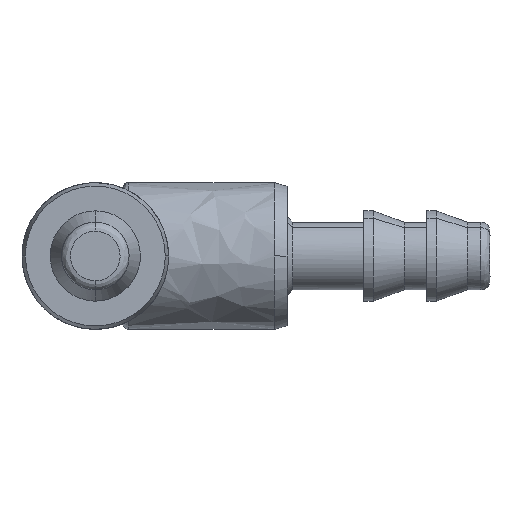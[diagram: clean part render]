
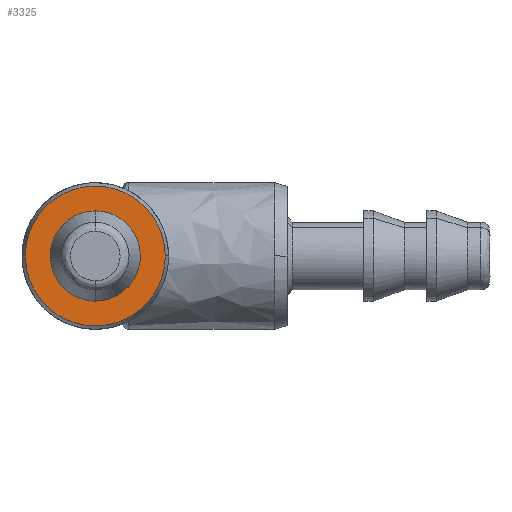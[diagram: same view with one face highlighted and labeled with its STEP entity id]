
A CAD part, left-side view. The second image highlights one B-rep face of the part: STEP entity #3325.
In plain terms, the highlighted free-form (B-spline) face has degree [1, 1] with [2, 2] control points.
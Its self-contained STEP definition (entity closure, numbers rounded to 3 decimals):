
#184 = CARTESIAN_POINT ( 'NONE',  ( -8.5, 11.6, 0.407 ) ) ;
#266 = CARTESIAN_POINT ( 'NONE',  ( -8.5, 10.062, -2.708 ) ) ;
#279 = CARTESIAN_POINT ( 'NONE',  ( -8.5, 6.75, -0.23 ) ) ;
#310 = CARTESIAN_POINT ( 'NONE',  ( -8.5, 10.25, -0.23 ) ) ;
#315 = CARTESIAN_POINT ( 'NONE',  ( -8.5, 5.4, 0. ) ) ;
#330 = CARTESIAN_POINT ( 'NONE',  ( -8.5, 9.382, -1.529 ) ) ;
#383 = VERTEX_POINT ( 'NONE', #2802 ) ;
#617 = B_SPLINE_SURFACE_WITH_KNOTS ( 'NONE', 1, 1, ( 
 ( #3319, #3384 ),
 ( #2134, #2556 ) ),
 .UNSPECIFIED., .F., .F., .F.,
 ( 2, 2 ),
 ( 2, 2 ),
 ( 0., 1. ),
 ( 0., 1. ),
 .UNSPECIFIED. ) ;
#629 = CARTESIAN_POINT ( 'NONE',  ( -8.5, 10.404, -2.48 ) ) ;
#650 = CARTESIAN_POINT ( 'NONE',  ( -8.5, 9.31, -3.02 ) ) ;
#664 = CARTESIAN_POINT ( 'NONE',  ( -8.5, 8.907, -3.1 ) ) ;
#690 = CARTESIAN_POINT ( 'NONE',  ( -8.5, 6.971, -0.882 ) ) ;
#714 = CARTESIAN_POINT ( 'NONE',  ( -8.5, 8.73, 1.75 ) ) ;
#738 = ORIENTED_EDGE ( 'NONE', *, *, #2785, .T. ) ;
#748 = CARTESIAN_POINT ( 'NONE',  ( -8.5, 10.029, -0.882 ) ) ;
#782 = CARTESIAN_POINT ( 'NONE',  ( -8.5, 10.205, 0.457 ) ) ;
#875 = EDGE_CURVE ( 'NONE', #2555, #383, #2789, .T. ) ;
#968 = CARTESIAN_POINT ( 'NONE',  ( -8.5, 8.093, 3.1 ) ) ;
#1068 = CARTESIAN_POINT ( 'NONE',  ( -8.5, 7.69, -3.02 ) ) ;
#1115 = CARTESIAN_POINT ( 'NONE',  ( -8.5, 7.618, 1.529 ) ) ;
#1184 = FACE_BOUND ( 'NONE', #1848, .T. ) ;
#1187 = CARTESIAN_POINT ( 'NONE',  ( -8.5, 9.9, 1.075 ) ) ;
#1334 = CARTESIAN_POINT ( 'NONE',  ( -8.5, 6.02, 1.904 ) ) ;
#1347 = CARTESIAN_POINT ( 'NONE',  ( -8.5, 5.4, 0. ) ) ;
#1361 = CARTESIAN_POINT ( 'NONE',  ( -8.5, 6.938, 2.708 ) ) ;
#1534 = CARTESIAN_POINT ( 'NONE',  ( -8.5, 10.205, -0.457 ) ) ;
#1542 = FACE_OUTER_BOUND ( 'NONE', #2609, .T. ) ;
#1562 = CARTESIAN_POINT ( 'NONE',  ( -8.5, 8.5, 1.75 ) ) ;
#1719 = CARTESIAN_POINT ( 'NONE',  ( -8.5, 10.062, 2.708 ) ) ;
#1734 = CARTESIAN_POINT ( 'NONE',  ( -8.5, 8.907, 3.1 ) ) ;
#1745 = CARTESIAN_POINT ( 'NONE',  ( -8.5, 10.404, 2.48 ) ) ;
#1781 = B_SPLINE_CURVE_WITH_KNOTS ( 'NONE', 3,
 ( #1347, #4870, #4888, #2125, #1334, #2138, #1361, #3714, #968, #1734, #3323, #1719, #1745, #4490, #2549, #2518, #184, #2162 ),
 .UNSPECIFIED., .F., .F.,
 ( 4, 2, 2, 2, 2, 2, 2, 2, 4 ),
 ( 0., 0.393, 0.785, 1.178, 1.571, 1.963, 2.356, 2.749, 3.142 ),
 .UNSPECIFIED. ) ;
#1806 = CARTESIAN_POINT ( 'NONE',  ( -8.5, 10.98, -1.904 ) ) ;
#1825 = CARTESIAN_POINT ( 'NONE',  ( -8.5, 11.6, -0.407 ) ) ;
#1838 = CARTESIAN_POINT ( 'NONE',  ( -8.5, 6.02, -1.904 ) ) ;
#1847 = CARTESIAN_POINT ( 'NONE',  ( -8.5, 7.1, -1.075 ) ) ;
#1848 = EDGE_LOOP ( 'NONE', ( #738, #2699 ) ) ;
#1862 = CARTESIAN_POINT ( 'NONE',  ( -8.5, 7.425, -1.4 ) ) ;
#1892 = B_SPLINE_CURVE_WITH_KNOTS ( 'NONE', 3,
 ( #2994, #1825, #3818, #4572, #1806, #629, #266, #650, #664, #2650, #1068, #4199, #3049, #1838, #2978, #4581, #4980, #2636 ),
 .UNSPECIFIED., .F., .F.,
 ( 4, 2, 2, 2, 2, 2, 2, 2, 4 ),
 ( 0., 0.393, 0.785, 1.178, 1.571, 1.963, 2.356, 2.749, 3.142 ),
 .UNSPECIFIED. ) ;
#1908 = CARTESIAN_POINT ( 'NONE',  ( -8.5, 8.27, -1.75 ) ) ;
#1926 = CARTESIAN_POINT ( 'NONE',  ( -8.5, 8.73, -1.75 ) ) ;
#2050 = VERTEX_POINT ( 'NONE', #315 ) ;
#2125 = CARTESIAN_POINT ( 'NONE',  ( -8.5, 5.792, 1.562 ) ) ;
#2134 = CARTESIAN_POINT ( 'NONE',  ( -8.5, 5.363, -3.137 ) ) ;
#2138 = CARTESIAN_POINT ( 'NONE',  ( -8.5, 6.596, 2.48 ) ) ;
#2162 = CARTESIAN_POINT ( 'NONE',  ( -8.5, 11.6, 0. ) ) ;
#2284 = CARTESIAN_POINT ( 'NONE',  ( -8.5, 7.1, 1.075 ) ) ;
#2287 = CARTESIAN_POINT ( 'NONE',  ( -8.5, 8.957, 1.705 ) ) ;
#2304 = B_SPLINE_CURVE_WITH_KNOTS ( 'NONE', 3,
 ( #3851, #1926, #3115, #330, #3889, #4250, #748, #1534, #310, #3492, #782, #4631, #1187, #3905, #4613, #2287, #714, #3921 ),
 .UNSPECIFIED., .F., .F.,
 ( 4, 2, 2, 2, 2, 2, 2, 2, 4 ),
 ( 0., 0.393, 0.785, 1.178, 1.571, 1.963, 2.356, 2.749, 3.142 ),
 .UNSPECIFIED. ) ;
#2318 = CARTESIAN_POINT ( 'NONE',  ( -8.5, 7.618, -1.529 ) ) ;
#2518 = CARTESIAN_POINT ( 'NONE',  ( -8.5, 11.52, 0.81 ) ) ;
#2549 = CARTESIAN_POINT ( 'NONE',  ( -8.5, 11.208, 1.562 ) ) ;
#2555 = VERTEX_POINT ( 'NONE', #1562 ) ;
#2556 = CARTESIAN_POINT ( 'NONE',  ( -8.5, 5.363, 3.137 ) ) ;
#2609 = EDGE_LOOP ( 'NONE', ( #4461, #2920 ) ) ;
#2633 = CARTESIAN_POINT ( 'NONE',  ( -8.5, 6.75, 0.23 ) ) ;
#2636 = CARTESIAN_POINT ( 'NONE',  ( -8.5, 5.4, 0. ) ) ;
#2644 = EDGE_CURVE ( 'NONE', #4375, #2050, #1892, .T. ) ;
#2650 = CARTESIAN_POINT ( 'NONE',  ( -8.5, 8.093, -3.1 ) ) ;
#2699 = ORIENTED_EDGE ( 'NONE', *, *, #875, .T. ) ;
#2773 = CARTESIAN_POINT ( 'NONE',  ( -8.5, 11.6, 0. ) ) ;
#2785 = EDGE_CURVE ( 'NONE', #383, #2555, #2304, .T. ) ;
#2789 = B_SPLINE_CURVE_WITH_KNOTS ( 'NONE', 3,
 ( #4246, #4209, #3835, #1115, #4227, #2284, #3411, #3801, #2633, #279, #3046, #690, #1847, #1862, #2318, #4643, #1908, #4303 ),
 .UNSPECIFIED., .F., .F.,
 ( 4, 2, 2, 2, 2, 2, 2, 2, 4 ),
 ( 0., 0.393, 0.785, 1.178, 1.571, 1.963, 2.356, 2.749, 3.142 ),
 .UNSPECIFIED. ) ;
#2802 = CARTESIAN_POINT ( 'NONE',  ( -8.5, 8.5, -1.75 ) ) ;
#2920 = ORIENTED_EDGE ( 'NONE', *, *, #4952, .T. ) ;
#2978 = CARTESIAN_POINT ( 'NONE',  ( -8.5, 5.792, -1.562 ) ) ;
#2994 = CARTESIAN_POINT ( 'NONE',  ( -8.5, 11.6, 0. ) ) ;
#3046 = CARTESIAN_POINT ( 'NONE',  ( -8.5, 6.795, -0.457 ) ) ;
#3049 = CARTESIAN_POINT ( 'NONE',  ( -8.5, 6.596, -2.48 ) ) ;
#3115 = CARTESIAN_POINT ( 'NONE',  ( -8.5, 8.957, -1.705 ) ) ;
#3319 = CARTESIAN_POINT ( 'NONE',  ( -8.5, 11.637, -3.137 ) ) ;
#3323 = CARTESIAN_POINT ( 'NONE',  ( -8.5, 9.31, 3.02 ) ) ;
#3325 = ADVANCED_FACE ( 'NONE', ( #1184, #1542 ), #617, .T. ) ;
#3384 = CARTESIAN_POINT ( 'NONE',  ( -8.5, 11.637, 3.137 ) ) ;
#3411 = CARTESIAN_POINT ( 'NONE',  ( -8.5, 6.971, 0.882 ) ) ;
#3492 = CARTESIAN_POINT ( 'NONE',  ( -8.5, 10.25, 0.23 ) ) ;
#3714 = CARTESIAN_POINT ( 'NONE',  ( -8.5, 7.69, 3.02 ) ) ;
#3801 = CARTESIAN_POINT ( 'NONE',  ( -8.5, 6.795, 0.457 ) ) ;
#3818 = CARTESIAN_POINT ( 'NONE',  ( -8.5, 11.52, -0.81 ) ) ;
#3835 = CARTESIAN_POINT ( 'NONE',  ( -8.5, 8.043, 1.705 ) ) ;
#3851 = CARTESIAN_POINT ( 'NONE',  ( -8.5, 8.5, -1.75 ) ) ;
#3889 = CARTESIAN_POINT ( 'NONE',  ( -8.5, 9.575, -1.4 ) ) ;
#3905 = CARTESIAN_POINT ( 'NONE',  ( -8.5, 9.575, 1.4 ) ) ;
#3921 = CARTESIAN_POINT ( 'NONE',  ( -8.5, 8.5, 1.75 ) ) ;
#4199 = CARTESIAN_POINT ( 'NONE',  ( -8.5, 6.938, -2.708 ) ) ;
#4209 = CARTESIAN_POINT ( 'NONE',  ( -8.5, 8.27, 1.75 ) ) ;
#4227 = CARTESIAN_POINT ( 'NONE',  ( -8.5, 7.425, 1.4 ) ) ;
#4246 = CARTESIAN_POINT ( 'NONE',  ( -8.5, 8.5, 1.75 ) ) ;
#4250 = CARTESIAN_POINT ( 'NONE',  ( -8.5, 9.9, -1.075 ) ) ;
#4303 = CARTESIAN_POINT ( 'NONE',  ( -8.5, 8.5, -1.75 ) ) ;
#4375 = VERTEX_POINT ( 'NONE', #2773 ) ;
#4461 = ORIENTED_EDGE ( 'NONE', *, *, #2644, .T. ) ;
#4490 = CARTESIAN_POINT ( 'NONE',  ( -8.5, 10.98, 1.904 ) ) ;
#4572 = CARTESIAN_POINT ( 'NONE',  ( -8.5, 11.208, -1.562 ) ) ;
#4581 = CARTESIAN_POINT ( 'NONE',  ( -8.5, 5.48, -0.81 ) ) ;
#4613 = CARTESIAN_POINT ( 'NONE',  ( -8.5, 9.382, 1.529 ) ) ;
#4631 = CARTESIAN_POINT ( 'NONE',  ( -8.5, 10.029, 0.882 ) ) ;
#4643 = CARTESIAN_POINT ( 'NONE',  ( -8.5, 8.043, -1.705 ) ) ;
#4870 = CARTESIAN_POINT ( 'NONE',  ( -8.5, 5.4, 0.407 ) ) ;
#4888 = CARTESIAN_POINT ( 'NONE',  ( -8.5, 5.48, 0.81 ) ) ;
#4952 = EDGE_CURVE ( 'NONE', #2050, #4375, #1781, .T. ) ;
#4980 = CARTESIAN_POINT ( 'NONE',  ( -8.5, 5.4, -0.407 ) ) ;
